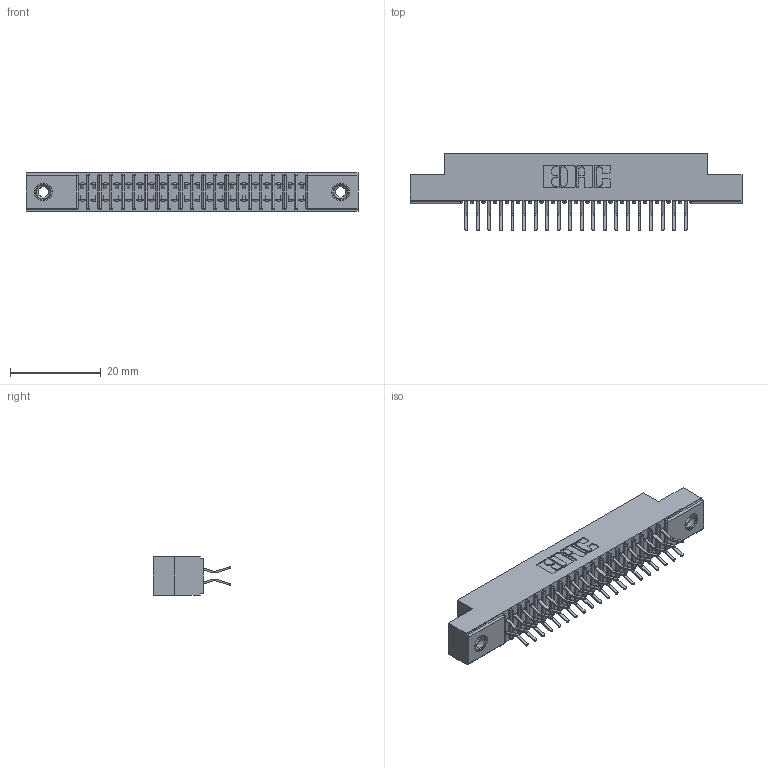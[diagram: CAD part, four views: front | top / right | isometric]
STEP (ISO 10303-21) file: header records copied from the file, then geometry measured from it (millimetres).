
FILE_DESCRIPTION (( 'STEP AP203' ), '1' );
FILE_NAME ('391-040-556-208.STEP', '2018-08-09T01:08:53', ( '' ), ( '' ), 'SwSTEP 2.0', 'SolidWorks 2016', '' );
FILE_SCHEMA (( 'CONFIG_CONTROL_DESIGN' ));
Length unit declared in the file: inch
Products named in the file (4): 341 Part_.156 (3.96) Dia Mounting Holes; 341-292-001_341-292-156; 345-250-001_345-250-003-102; 391-040-556-208
Assembly tree (43 placements, depth 2):
  391-040-556-208
    341 Part_.156 (3.96) Dia Mounting Holes
    341-292-001_341-292-156  x40
    345-250-001_345-250-003-102  x2
Bounding box: 73.03 x 17.07 x 8.38 mm (x, y, z)
Volume: 4169.1 mm3; surface area: 8672.5 mm2
Topology: 43 solids, 43 shells, 2976 faces, 8592 edges, 5570 vertices
Faces by surface type: plane 1700, cylinder 1180, sphere 42, torus 42, cone 12
Entity records: 28460 total; most frequent: CARTESIAN_POINT 4715, ORIENTED_EDGE 4676, DIRECTION 4606, EDGE_CURVE 2338, LINE 1856, VECTOR 1856, VERTEX_POINT 1484, AXIS2_PLACEMENT_3D 1375
